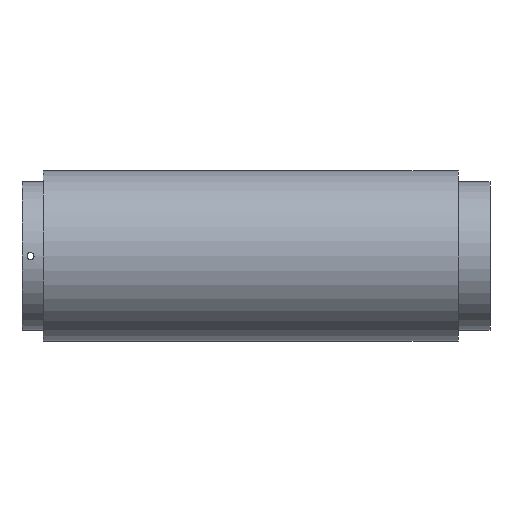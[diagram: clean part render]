
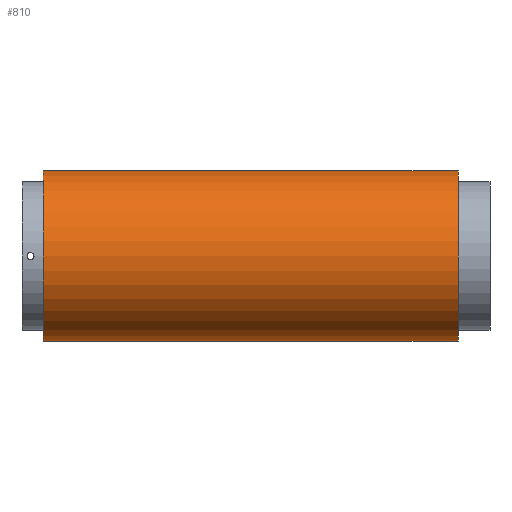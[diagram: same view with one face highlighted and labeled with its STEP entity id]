
A CAD part, left-side view. The second image highlights one B-rep face of the part: STEP entity #810.
In plain terms, the highlighted cylindrical face has radius 40 mm (diameter 80 mm), a partial arc.
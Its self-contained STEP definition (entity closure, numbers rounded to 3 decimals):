
#24 = AXIS2_PLACEMENT_3D ( 'NONE', #437, #1327, #1890 ) ;
#90 = VERTEX_POINT ( 'NONE', #369 ) ;
#133 = EDGE_CURVE ( 'NONE', #551, #1882, #220, .T. ) ;
#149 = DIRECTION ( 'NONE',  ( 0., 0., -1. ) ) ;
#220 = LINE ( 'NONE', #657, #569 ) ;
#239 = DIRECTION ( 'NONE',  ( 0., -1., 0. ) ) ;
#258 = CARTESIAN_POINT ( 'NONE',  ( 0., 195., -40. ) ) ;
#277 = ORIENTED_EDGE ( 'NONE', *, *, #571, .F. ) ;
#280 = AXIS2_PLACEMENT_3D ( 'NONE', #1705, #239, #593 ) ;
#369 = CARTESIAN_POINT ( 'NONE',  ( 0., 195., 40. ) ) ;
#386 = EDGE_CURVE ( 'NONE', #684, #1882, #794, .T. ) ;
#406 = LINE ( 'NONE', #1156, #1365 ) ;
#437 = CARTESIAN_POINT ( 'NONE',  ( 0., 195., 0. ) ) ;
#462 = CARTESIAN_POINT ( 'NONE',  ( 0., 0., 40. ) ) ;
#502 = CIRCLE ( 'NONE', #24, 40. ) ;
#536 = EDGE_CURVE ( 'NONE', #90, #551, #502, .T. ) ;
#551 = VERTEX_POINT ( 'NONE', #258 ) ;
#569 = VECTOR ( 'NONE', #1303, 1000. ) ;
#571 = EDGE_CURVE ( 'NONE', #90, #684, #406, .T. ) ;
#593 = DIRECTION ( 'NONE',  ( 0., 0., -1. ) ) ;
#652 = CYLINDRICAL_SURFACE ( 'NONE', #280, 40. ) ;
#657 = CARTESIAN_POINT ( 'NONE',  ( 0., 0., -40. ) ) ;
#684 = VERTEX_POINT ( 'NONE', #462 ) ;
#769 = ORIENTED_EDGE ( 'NONE', *, *, #536, .T. ) ;
#791 = FACE_OUTER_BOUND ( 'NONE', #1905, .T. ) ;
#794 = CIRCLE ( 'NONE', #905, 40. ) ;
#810 = ADVANCED_FACE ( 'NONE', ( #791 ), #652, .T. ) ;
#857 = CARTESIAN_POINT ( 'NONE',  ( 0., 0., 0. ) ) ;
#870 = DIRECTION ( 'NONE',  ( 0., -1., 0. ) ) ;
#905 = AXIS2_PLACEMENT_3D ( 'NONE', #857, #870, #149 ) ;
#1002 = DIRECTION ( 'NONE',  ( 0., -1., 0. ) ) ;
#1124 = ORIENTED_EDGE ( 'NONE', *, *, #386, .F. ) ;
#1156 = CARTESIAN_POINT ( 'NONE',  ( 0., 0., 40. ) ) ;
#1303 = DIRECTION ( 'NONE',  ( 0., -1., 0. ) ) ;
#1327 = DIRECTION ( 'NONE',  ( 0., -1., 0. ) ) ;
#1365 = VECTOR ( 'NONE', #1002, 1000. ) ;
#1447 = ORIENTED_EDGE ( 'NONE', *, *, #133, .T. ) ;
#1455 = CARTESIAN_POINT ( 'NONE',  ( 0., 0., -40. ) ) ;
#1705 = CARTESIAN_POINT ( 'NONE',  ( 0., 0., 0. ) ) ;
#1882 = VERTEX_POINT ( 'NONE', #1455 ) ;
#1890 = DIRECTION ( 'NONE',  ( 0., 0., -1. ) ) ;
#1905 = EDGE_LOOP ( 'NONE', ( #277, #769, #1447, #1124 ) ) ;
